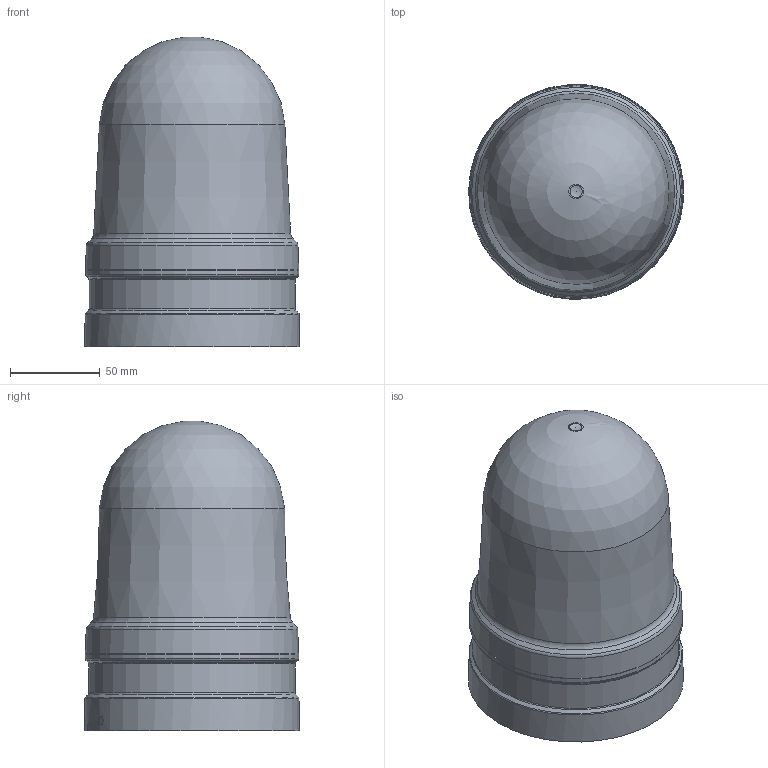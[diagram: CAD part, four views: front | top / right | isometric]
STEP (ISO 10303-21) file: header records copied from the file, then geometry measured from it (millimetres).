
FILE_DESCRIPTION(/* description */ ('Customer-3D CL'),/* implementation_level */ '2;1');
FILE_NAME(/* name */ '100000011369_prt_000.step',/* time_stamp */ '2022-04-19T15:25:54+02:00',/* author */ ('JENNERT'),/* organization */ ('WERMA Signaltechnik GmbH+Co.KG'),/* preprocessor_version */ 'ST-DEVELOPER v17',/* originating_system */ 'Autodesk Inventor 2018',/* authorisation */ 'public');
FILE_SCHEMA (('AUTOMOTIVE_DESIGN { 1 0 10303 214 3 1 1 }'));
Length unit declared in the file: millimetre
Products named in the file (1): 100000011369_prt_000_1
Bounding box: 119.82 x 119.81 x 172.84 mm (x, y, z)
Volume: 1313479.3 mm3; surface area: 79695.8 mm2
Topology: 1 solids, 1 shells, 138 faces, 373 edges, 250 vertices
Faces by surface type: plane 80, cylinder 27, cone 17, torus 7, bspline 5, sphere 2
Full cylindrical faces by diameter (mm): 114.996 x1, 115 x1, 119 x1
Entity records: 5070 total; most frequent: CARTESIAN_POINT 1381, ORIENTED_EDGE 744, DIRECTION 726, EDGE_CURVE 372, AXIS2_PLACEMENT_3D 277, VERTEX_POINT 250, LINE 172, VECTOR 172
